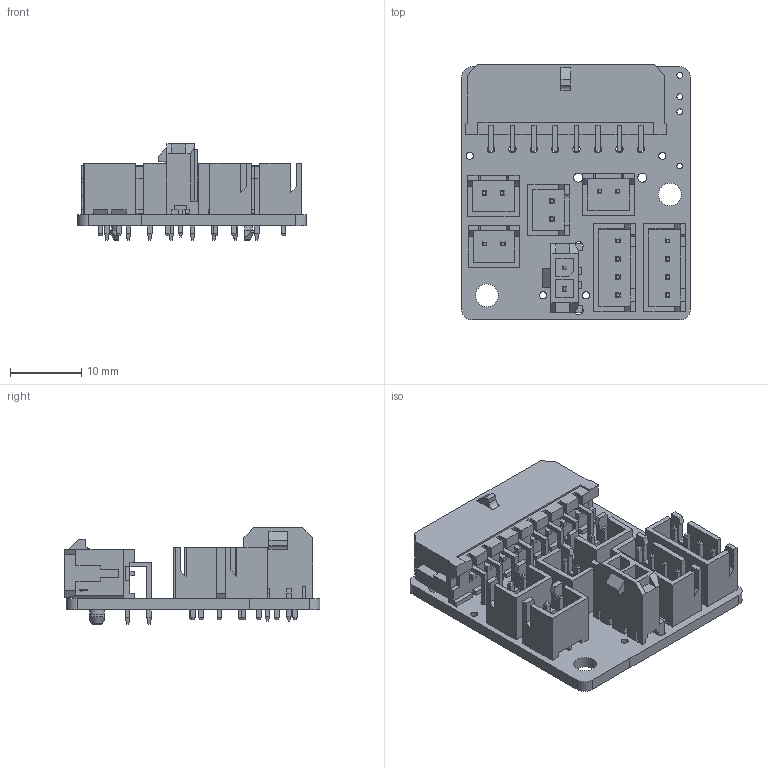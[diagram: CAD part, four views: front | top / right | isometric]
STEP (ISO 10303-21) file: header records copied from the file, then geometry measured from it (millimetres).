
FILE_DESCRIPTION(/* description */ (''),/* implementation_level */ '2;1');
FILE_NAME(/* name */ 'carabiner-r1-populated.step',/* time_stamp */ '2021-05-24T23:53:29+02:00',/* author */ (''),/* organization */ (''),/* preprocessor_version */ 'ST-DEVELOPER v18.1',/* originating_system */ 'Autodesk Translation Framework v10.6.0.1341',/* authorisation */ '');
FILE_SCHEMA (('AUTOMOTIVE_DESIGN { 1 0 10303 214 3 1 1 }'));
Length unit declared in the file: millimetre
Products named in the file (6): carabiner-r1; COMPOUND; JST - XH - Thru (V) - 2Pin - 2.54mm; JST - XH - Thru (V) - 4Pin - 2.54mm; 436500227; Molex Micro-Fit 16pin horizontal (MicroFit)
Assembly tree (9 placements, depth 2):
  carabiner-r1
    COMPOUND
    JST - XH - Thru (V) - 2Pin - 2.54mm  x4
    JST - XH - Thru (V) - 4Pin - 2.54mm  x2
    436500227
    Molex Micro-Fit 16pin horizontal (MicroFit)
Bounding box: 32.1 x 35.87 x 13.53 mm (x, y, z)
Volume: 3980.4 mm3; surface area: 9056.5 mm2
Topology: 10 solids, 130 shells, 2523 faces, 6173 edges, 3967 vertices
Faces by surface type: plane 2202, bspline 234, cylinder 83, cone 2, torus 2
Full cylindrical faces by diameter (mm): 0.8 x4, 0.95 x8, 1 x10, 1.02 x1, 1.27 x4, 2.41 x2, 3 x2, 3.2 x2
Entity records: 44778 total; most frequent: CARTESIAN_POINT 9242, ORIENTED_EDGE 7426, DIRECTION 6573, EDGE_CURVE 3713, LINE 3377, VECTOR 3377, VERTEX_POINT 2367, EDGE_LOOP 1660
